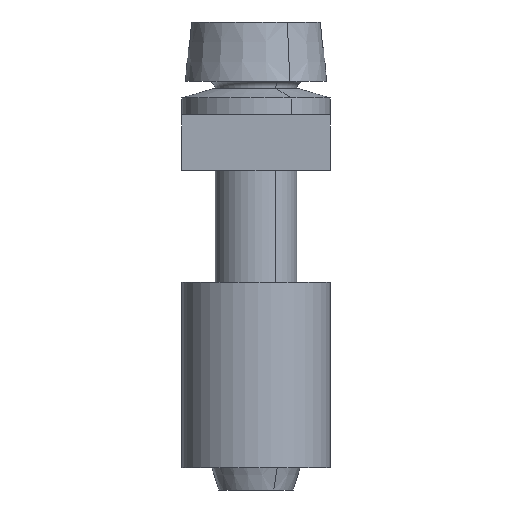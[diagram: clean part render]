
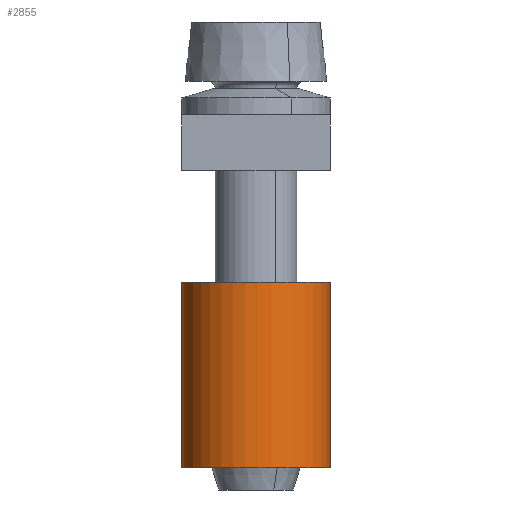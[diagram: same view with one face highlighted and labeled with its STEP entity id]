
A CAD part, left-side view. The second image highlights one B-rep face of the part: STEP entity #2855.
In plain terms, the highlighted cylindrical face has radius 2 mm (diameter 4 mm), a partial arc.
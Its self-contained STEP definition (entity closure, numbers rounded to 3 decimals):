
#2822=AXIS2_PLACEMENT_3D('Circle Axis2P3D',#2820,#2821,$) ;
#2835=AXIS2_PLACEMENT_3D('Cylinder Axis2P3D',#2832,#2833,#2834) ;
#2846=AXIS2_PLACEMENT_3D('Circle Axis2P3D',#2844,#2845,$) ;
#2742=CARTESIAN_POINT('Line Origine',(2.896,3.788,3.1)) ;
#2746=CARTESIAN_POINT('Vertex',(2.896,3.788,5.6)) ;
#2748=CARTESIAN_POINT('Vertex',(2.896,3.788,0.6)) ;
#2817=CARTESIAN_POINT('Vertex',(3.07,3.69,0.6)) ;
#2820=CARTESIAN_POINT('Axis2P3D Location',(2.,2.,0.6)) ;
#2832=CARTESIAN_POINT('Axis2P3D Location',(2.,2.,3.1)) ;
#2837=CARTESIAN_POINT('Line Origine',(3.07,3.69,3.1)) ;
#2841=CARTESIAN_POINT('Vertex',(3.07,3.69,5.6)) ;
#2844=CARTESIAN_POINT('Axis2P3D Location',(2.,2.,5.6)) ;
#2743=DIRECTION('Vector Direction',(0.,0.,-1.)) ;
#2821=DIRECTION('Axis2P3D Direction',(0.,0.,-1.)) ;
#2833=DIRECTION('Axis2P3D Direction',(0.,0.,-1.)) ;
#2834=DIRECTION('Axis2P3D XDirection',(0.492,0.871,0.)) ;
#2838=DIRECTION('Vector Direction',(0.,0.,-1.)) ;
#2845=DIRECTION('Axis2P3D Direction',(0.,0.,-1.)) ;
#2744=VECTOR('Line Direction',#2743,1.) ;
#2839=VECTOR('Line Direction',#2838,1.) ;
#2850=ORIENTED_EDGE('',*,*,#2824,.F.) ;
#2851=ORIENTED_EDGE('',*,*,#2843,.F.) ;
#2852=ORIENTED_EDGE('',*,*,#2848,.T.) ;
#2853=ORIENTED_EDGE('',*,*,#2750,.T.) ;
#2855=ADVANCED_FACE('VH_5_4_2_8_AKZ4.2\\Body.3',(#2854),#2836,.T.) ;
#2823=CIRCLE('generated circle',#2822,2.) ;
#2847=CIRCLE('generated circle',#2846,2.) ;
#2836=CYLINDRICAL_SURFACE('generated cylinder',#2835,2.) ;
#2750=EDGE_CURVE('',#2747,#2749,#2745,.T.) ;
#2824=EDGE_CURVE('',#2818,#2749,#2823,.T.) ;
#2843=EDGE_CURVE('',#2842,#2818,#2840,.T.) ;
#2848=EDGE_CURVE('',#2842,#2747,#2847,.T.) ;
#2849=EDGE_LOOP('',(#2850,#2851,#2852,#2853)) ;
#2854=FACE_OUTER_BOUND('',#2849,.T.) ;
#2745=LINE('Line',#2742,#2744) ;
#2840=LINE('Line',#2837,#2839) ;
#2747=VERTEX_POINT('',#2746) ;
#2749=VERTEX_POINT('',#2748) ;
#2818=VERTEX_POINT('',#2817) ;
#2842=VERTEX_POINT('',#2841) ;
